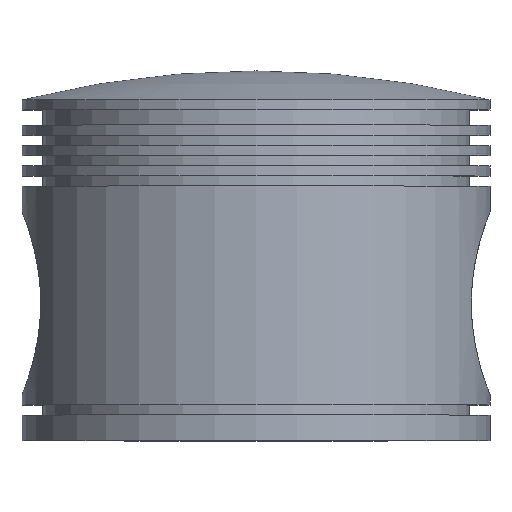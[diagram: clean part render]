
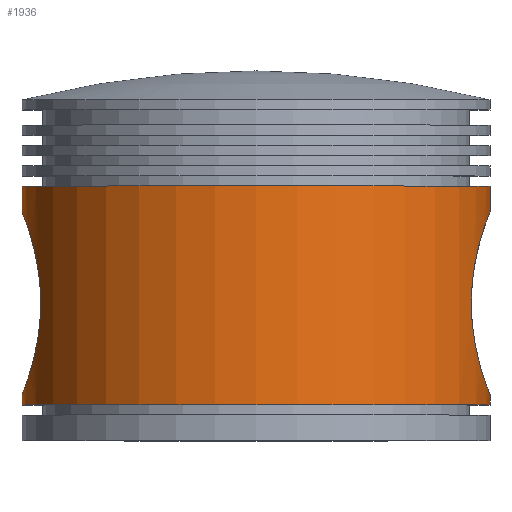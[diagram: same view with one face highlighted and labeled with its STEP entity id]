
A CAD part, top view. The second image highlights one B-rep face of the part: STEP entity #1936.
In plain terms, the highlighted cylindrical face has radius 1168.4 mm (diameter 2336.8 mm), a partial arc.
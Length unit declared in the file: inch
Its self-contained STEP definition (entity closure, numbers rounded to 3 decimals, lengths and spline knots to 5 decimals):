
#500=CARTESIAN_POINT('',(-46.,45.,0.));
#501=CARTESIAN_POINT('',(-46.,45.,0.96866));
#502=CARTESIAN_POINT('',(-45.93993,44.84742,2.87875));
#503=CARTESIAN_POINT('',(-45.6705,44.14717,5.7236));
#504=CARTESIAN_POINT('',(-45.26408,43.04094,8.32161));
#505=CARTESIAN_POINT('',(-44.76983,41.59751,10.64443));
#506=CARTESIAN_POINT('',(-44.25164,39.92631,12.60422));
#507=CARTESIAN_POINT('',(-43.78274,38.21923,14.13405));
#508=CARTESIAN_POINT('',(-43.33855,36.35635,15.43847));
#509=CARTESIAN_POINT('',(-42.91018,34.14515,16.58637));
#510=CARTESIAN_POINT('',(-42.57358,31.74165,17.42559));
#511=CARTESIAN_POINT('',(-42.37245,29.30609,17.90545));
#512=CARTESIAN_POINT('',(-42.33202,27.76116,18.));
#513=CARTESIAN_POINT('',(-42.33202,27.,18.));
#518=CARTESIAN_POINT('',(0.,50.,0.));
#519=DIRECTION('',(0.,1.,0.));
#520=DIRECTION('',(-1.,0.,0.));
#521=AXIS2_PLACEMENT_3D('',#518,#519,#520);
#526=CARTESIAN_POINT('',(42.33202,27.,18.));
#527=CARTESIAN_POINT('',(42.33202,27.75896,18.));
#528=CARTESIAN_POINT('',(42.37218,29.29922,17.90605));
#529=CARTESIAN_POINT('',(42.57235,31.72962,17.4286));
#530=CARTESIAN_POINT('',(42.90667,34.12182,16.59504));
#531=CARTESIAN_POINT('',(43.32971,36.31604,15.46333));
#532=CARTESIAN_POINT('',(43.7797,38.20813,14.14371));
#533=CARTESIAN_POINT('',(44.24606,39.90684,12.62333));
#534=CARTESIAN_POINT('',(44.76588,41.58592,10.66188));
#535=CARTESIAN_POINT('',(45.26486,43.04336,8.31988));
#536=CARTESIAN_POINT('',(45.67307,44.15398,5.7037));
#537=CARTESIAN_POINT('',(45.94039,44.84855,2.86744));
#538=CARTESIAN_POINT('',(46.,45.,0.96382));
#539=CARTESIAN_POINT('',(46.,45.,0.));
#544=CARTESIAN_POINT('',(46.,9.,0.));
#545=CARTESIAN_POINT('',(46.,9.,0.97125));
#546=CARTESIAN_POINT('',(45.93894,9.15518,2.8994));
#547=CARTESIAN_POINT('',(45.66631,9.86358,5.76965));
#548=CARTESIAN_POINT('',(45.23255,11.04526,8.51039));
#549=CARTESIAN_POINT('',(44.68364,12.66148,11.01274));
#550=CARTESIAN_POINT('',(44.10419,14.57538,13.11802));
#551=CARTESIAN_POINT('',(43.56801,16.62353,14.78798));
#552=CARTESIAN_POINT('',(43.06595,18.9626,16.18333));
#553=CARTESIAN_POINT('',(42.6565,21.52397,17.22477));
#554=CARTESIAN_POINT('',(42.38702,24.31584,17.87179));
#555=CARTESIAN_POINT('',(42.33202,26.10477,18.));
#556=CARTESIAN_POINT('',(42.33202,27.,18.));
#561=CARTESIAN_POINT('',(-42.33202,27.,18.));
#562=CARTESIAN_POINT('',(-42.33202,26.10187,18.));
#563=CARTESIAN_POINT('',(-42.38746,24.30597,17.87074));
#564=CARTESIAN_POINT('',(-42.65868,21.50422,17.21954));
#565=CARTESIAN_POINT('',(-43.07341,18.92129,16.16395));
#566=CARTESIAN_POINT('',(-43.57796,16.58299,14.7585));
#567=CARTESIAN_POINT('',(-44.10985,14.55597,13.09877));
#568=CARTESIAN_POINT('',(-44.68808,12.64805,10.99393));
#569=CARTESIAN_POINT('',(-45.23093,11.05027,8.51584));
#570=CARTESIAN_POINT('',(-45.66294,9.87245,5.79566));
#571=CARTESIAN_POINT('',(-45.93829,9.15681,2.9147));
#572=CARTESIAN_POINT('',(-46.,9.,0.97769));
#573=CARTESIAN_POINT('',(-46.,9.,0.));
#696=DIRECTION('',(0.,-1.,0.));
#697=VECTOR('',#696,2.);
#698=CARTESIAN_POINT('',(-46.,9.,0.));
#699=LINE('',#698,#697);
#703=DIRECTION('',(0.,-1.,0.));
#704=VECTOR('',#703,2.);
#705=CARTESIAN_POINT('',(46.,9.,0.));
#706=LINE('',#705,#704);
#745=DIRECTION('',(0.,-1.,0.));
#746=VECTOR('',#745,5.);
#747=CARTESIAN_POINT('',(46.,50.,0.));
#748=LINE('',#747,#746);
#760=DIRECTION('',(0.,-1.,0.));
#761=VECTOR('',#760,5.);
#762=CARTESIAN_POINT('',(-46.,50.,0.));
#763=LINE('',#762,#761);
#775=CARTESIAN_POINT('',(0.,7.,0.));
#776=DIRECTION('',(0.,1.,0.));
#777=DIRECTION('',(-1.,0.,0.));
#778=AXIS2_PLACEMENT_3D('',#775,#776,#777);
#1282=CARTESIAN_POINT('',(-46.,50.,0.));
#1283=CARTESIAN_POINT('',(46.,50.,0.));
#1284=VERTEX_POINT('',#1282);
#1285=VERTEX_POINT('',#1283);
#1286=CARTESIAN_POINT('',(-46.,7.,0.));
#1287=CARTESIAN_POINT('',(46.,7.,0.));
#1288=VERTEX_POINT('',#1286);
#1289=VERTEX_POINT('',#1287);
#1328=VERTEX_POINT('',#526);
#1329=VERTEX_POINT('',#539);
#1330=VERTEX_POINT('',#544);
#1342=CARTESIAN_POINT('',(-42.33202,27.,18.));
#1343=VERTEX_POINT('',#1342);
#1344=VERTEX_POINT('',#500);
#1345=VERTEX_POINT('',#573);
#1910=CARTESIAN_POINT('',(0.,-3.63417,0.));
#1911=DIRECTION('',(0.,1.,0.));
#1912=DIRECTION('',(1.,0.,0.));
#1913=AXIS2_PLACEMENT_3D('',#1910,#1911,#1912);
#1914=CYLINDRICAL_SURFACE('',#1913,46.);
#1916=ORIENTED_EDGE('',*,*,#1915,.F.);
#1918=ORIENTED_EDGE('',*,*,#1917,.F.);
#1919=ORIENTED_EDGE('',*,*,#1892,.T.);
#1921=ORIENTED_EDGE('',*,*,#1920,.T.);
#1923=ORIENTED_EDGE('',*,*,#1922,.F.);
#1925=ORIENTED_EDGE('',*,*,#1924,.F.);
#1927=ORIENTED_EDGE('',*,*,#1926,.T.);
#1929=ORIENTED_EDGE('',*,*,#1928,.F.);
#1931=ORIENTED_EDGE('',*,*,#1930,.F.);
#1933=ORIENTED_EDGE('',*,*,#1932,.F.);
#1934=EDGE_LOOP('',(#1916,#1918,#1919,#1921,#1923,#1925,#1927,#1929,#1931,
#1933));
#1935=FACE_OUTER_BOUND('',#1934,.F.);
#514=B_SPLINE_CURVE_WITH_KNOTS('',3,(#500,#501,#502,#503,#504,#505,#506,#507,
#508,#509,#510,#511,#512,#513),.UNSPECIFIED.,.F.,.F.,(4,1,1,1,1,1,1,1,1,1,1,4),(
0.,0.09091,0.18182,0.27273,0.36364,
0.45455,0.54545,0.63636,0.72727,
0.81818,0.90909,1.),.UNSPECIFIED.);
#522=CIRCLE('',#521,46.);
#540=B_SPLINE_CURVE_WITH_KNOTS('',3,(#526,#527,#528,#529,#530,#531,#532,#533,
#534,#535,#536,#537,#538,#539),.UNSPECIFIED.,.F.,.F.,(4,1,1,1,1,1,1,1,1,1,1,4),(
0.,0.09091,0.18182,0.27273,0.36364,
0.45455,0.54545,0.63636,0.72727,
0.81818,0.90909,1.),.UNSPECIFIED.);
#557=B_SPLINE_CURVE_WITH_KNOTS('',3,(#544,#545,#546,#547,#548,#549,#550,#551,
#552,#553,#554,#555,#556),.UNSPECIFIED.,.F.,.F.,(4,1,1,1,1,1,1,1,1,1,4),(0.,
0.1,0.2,0.3,0.4,0.5,0.6,0.7,0.8,0.9,1.),.UNSPECIFIED.);
#574=B_SPLINE_CURVE_WITH_KNOTS('',3,(#561,#562,#563,#564,#565,#566,#567,#568,
#569,#570,#571,#572,#573),.UNSPECIFIED.,.F.,.F.,(4,1,1,1,1,1,1,1,1,1,4),(0.,
0.1,0.2,0.3,0.4,0.5,0.6,0.7,0.8,0.9,1.),.UNSPECIFIED.);
#779=CIRCLE('',#778,46.);
#1892=EDGE_CURVE('',#1284,#1285,#522,.T.);
#1915=EDGE_CURVE('',#1344,#1343,#514,.T.);
#1917=EDGE_CURVE('',#1284,#1344,#763,.T.);
#1920=EDGE_CURVE('',#1285,#1329,#748,.T.);
#1922=EDGE_CURVE('',#1328,#1329,#540,.T.);
#1924=EDGE_CURVE('',#1330,#1328,#557,.T.);
#1926=EDGE_CURVE('',#1330,#1289,#706,.T.);
#1928=EDGE_CURVE('',#1288,#1289,#779,.T.);
#1930=EDGE_CURVE('',#1345,#1288,#699,.T.);
#1932=EDGE_CURVE('',#1343,#1345,#574,.T.);
#1936=ADVANCED_FACE('',(#1935),#1914,.T.);
